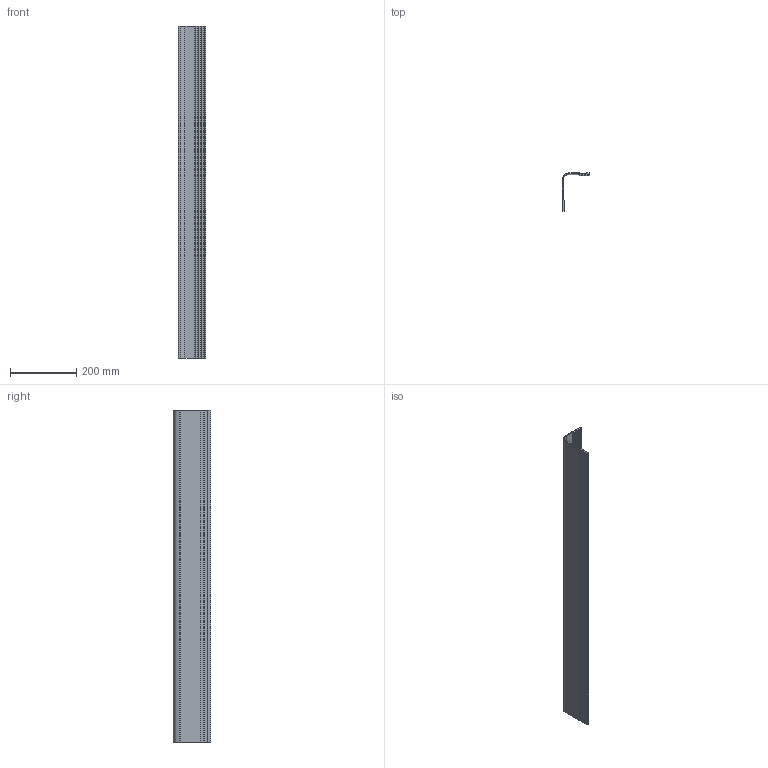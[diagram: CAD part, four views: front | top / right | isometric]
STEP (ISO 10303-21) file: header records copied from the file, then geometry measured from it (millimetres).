
FILE_DESCRIPTION (( 'STEP AP203' ), '1' );
FILE_NAME ('StyroTRIM-LGE Roof Capping.STEP', '2014-01-11T05:15:37', ( 'John Massey' ), ( 'Microsoft' ), 'SwSTEP 2.0', 'SolidWorks 2014', '' );
FILE_SCHEMA (( 'CONFIG_CONTROL_DESIGN' ));
Length unit declared in the file: millimetre
Products named in the file (1): StyroTRIM-LGE Roof Capping
Bounding box: 83 x 113 x 1000 mm (x, y, z)
Volume: 687922.7 mm3; surface area: 390718.9 mm2
Topology: 1 solids, 1 shells, 62 faces, 180 edges, 120 vertices
Faces by surface type: plane 52, cylinder 10
Entity records: 2101 total; most frequent: CARTESIAN_POINT 363, ORIENTED_EDGE 360, DIRECTION 326, EDGE_CURVE 180, VECTOR 160, LINE 160, VERTEX_POINT 120, AXIS2_PLACEMENT_3D 83
